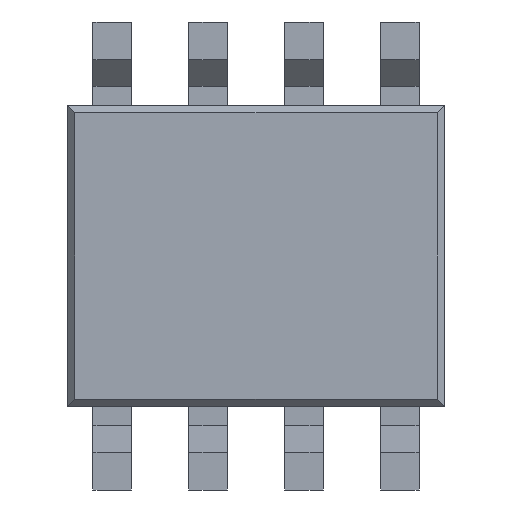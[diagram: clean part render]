
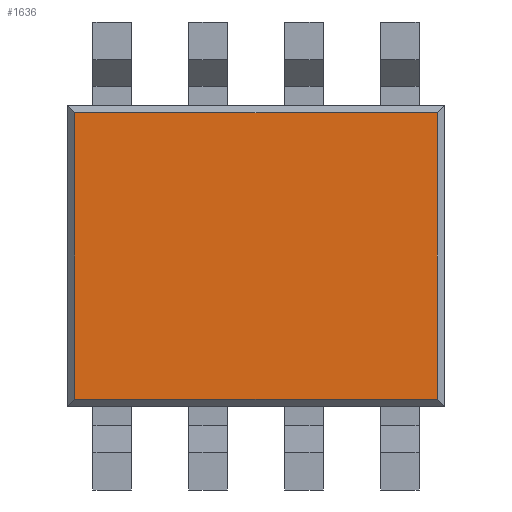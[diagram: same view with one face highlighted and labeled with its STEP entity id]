
A CAD part, front view. The second image highlights one B-rep face of the part: STEP entity #1636.
In plain terms, the highlighted planar face has unit normal (0, -1, 0).
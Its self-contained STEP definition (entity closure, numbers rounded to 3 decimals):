
#107=FACE_OUTER_BOUND('',#199,.T.);
#199=EDGE_LOOP('',(#1420,#1421,#1422,#1423));
#405=LINE('',#2554,#626);
#410=LINE('',#2564,#631);
#413=LINE('',#2570,#634);
#416=LINE('',#2574,#637);
#626=VECTOR('',#2097,10.);
#631=VECTOR('',#2104,10.);
#634=VECTOR('',#2109,10.);
#637=VECTOR('',#2114,10.);
#784=VERTEX_POINT('',#2552);
#785=VERTEX_POINT('',#2553);
#789=VERTEX_POINT('',#2563);
#791=VERTEX_POINT('',#2569);
#995=EDGE_CURVE('',#784,#785,#405,.T.);
#1000=EDGE_CURVE('',#785,#789,#410,.T.);
#1003=EDGE_CURVE('',#789,#791,#413,.T.);
#1006=EDGE_CURVE('',#791,#784,#416,.T.);
#1420=ORIENTED_EDGE('',*,*,#995,.F.);
#1421=ORIENTED_EDGE('',*,*,#1006,.F.);
#1422=ORIENTED_EDGE('',*,*,#1003,.F.);
#1423=ORIENTED_EDGE('',*,*,#1000,.F.);
#1548=PLANE('',#1740);
#1636=ADVANCED_FACE('',(#107),#1548,.F.);
#1740=AXIS2_PLACEMENT_3D('',#2585,#2124,#2125);
#2097=DIRECTION('',(0.,0.,-1.));
#2104=DIRECTION('',(-1.,0.,0.));
#2109=DIRECTION('',(0.,0.,1.));
#2114=DIRECTION('',(1.,0.,0.));
#2124=DIRECTION('center_axis',(0.,1.,0.));
#2125=DIRECTION('ref_axis',(1.,0.,0.));
#2552=CARTESIAN_POINT('',(4.9,0.25,-0.1));
#2553=CARTESIAN_POINT('',(4.9,0.25,-3.9));
#2554=CARTESIAN_POINT('',(4.9,0.25,-1.));
#2563=CARTESIAN_POINT('',(0.1,0.25,-3.9));
#2564=CARTESIAN_POINT('',(3.75,0.25,-3.9));
#2569=CARTESIAN_POINT('',(0.1,0.25,-0.1));
#2570=CARTESIAN_POINT('',(0.1,0.25,-3.));
#2574=CARTESIAN_POINT('',(1.25,0.25,-0.1));
#2585=CARTESIAN_POINT('Origin',(2.5,0.25,-2.));
